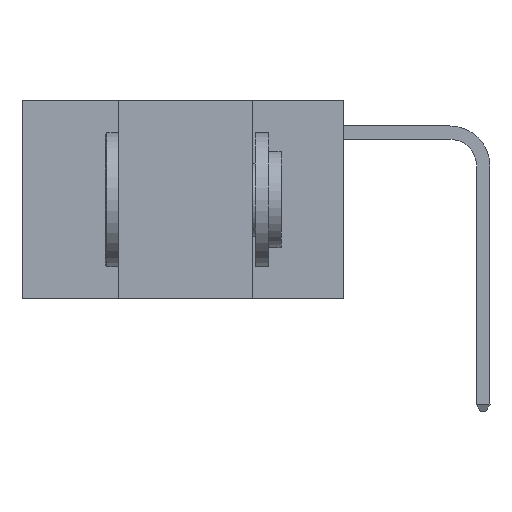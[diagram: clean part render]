
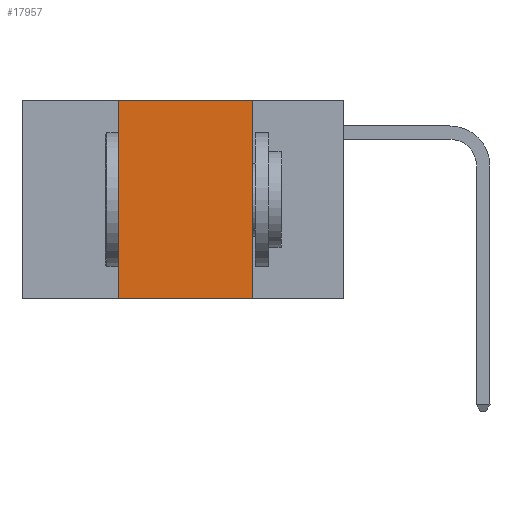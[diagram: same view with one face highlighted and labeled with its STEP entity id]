
A CAD part, left-side view. The second image highlights one B-rep face of the part: STEP entity #17957.
In plain terms, the highlighted planar face has unit normal (-1, 0, 0).
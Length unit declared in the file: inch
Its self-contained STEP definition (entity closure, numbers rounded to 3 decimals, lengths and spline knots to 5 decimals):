
#25 = ORIENTED_EDGE ( 'NONE', *, *, #3300, .F. ) ;
#913 = CARTESIAN_POINT ( 'NONE',  ( 0., 0.17, 0. ) ) ;
#1193 = ORIENTED_EDGE ( 'NONE', *, *, #16130, .F. ) ;
#1397 = DIRECTION ( 'NONE',  ( 0., -1., 0. ) ) ;
#1679 = VERTEX_POINT ( 'NONE', #3783 ) ;
#1840 = CARTESIAN_POINT ( 'NONE',  ( 0., 0.17, 0. ) ) ;
#2401 = AXIS2_PLACEMENT_3D ( 'NONE', #9890, #6926, #17129 ) ;
#3300 = EDGE_CURVE ( 'NONE', #9147, #1679, #11698, .T. ) ;
#3446 = CARTESIAN_POINT ( 'NONE',  ( 0., 0.42, -0.37 ) ) ;
#3671 = ORIENTED_EDGE ( 'NONE', *, *, #15121, .F. ) ;
#3783 = CARTESIAN_POINT ( 'NONE',  ( 0., 0.42, 0. ) ) ;
#3928 = PLANE ( 'NONE',  #2401 ) ;
#3934 = ORIENTED_EDGE ( 'NONE', *, *, #10223, .T. ) ;
#4179 = VECTOR ( 'NONE', #17041, 39.37008 ) ;
#5115 = LINE ( 'NONE', #15592, #4179 ) ;
#6926 = DIRECTION ( 'NONE',  ( 1., 0., 0. ) ) ;
#7268 = VECTOR ( 'NONE', #1397, 39.37008 ) ;
#7366 = CARTESIAN_POINT ( 'NONE',  ( 0., 0.17, -0.37 ) ) ;
#7915 = CARTESIAN_POINT ( 'NONE',  ( 0., 0.42, 0. ) ) ;
#9147 = VERTEX_POINT ( 'NONE', #3446 ) ;
#9890 = CARTESIAN_POINT ( 'NONE',  ( 0., 0.6, 0. ) ) ;
#10223 = EDGE_CURVE ( 'NONE', #9147, #18874, #18876, .T. ) ;
#10654 = VERTEX_POINT ( 'NONE', #913 ) ;
#11698 = LINE ( 'NONE', #7915, #15500 ) ;
#12055 = DIRECTION ( 'NONE',  ( 0., 0., 1. ) ) ;
#13426 = LINE ( 'NONE', #1840, #16777 ) ;
#13747 = DIRECTION ( 'NONE',  ( 0., 0., -1. ) ) ;
#15121 = EDGE_CURVE ( 'NONE', #1679, #10654, #5115, .T. ) ;
#15500 = VECTOR ( 'NONE', #12055, 39.37008 ) ;
#15592 = CARTESIAN_POINT ( 'NONE',  ( 0., 0.6, 0. ) ) ;
#16130 = EDGE_CURVE ( 'NONE', #10654, #18874, #13426, .T. ) ;
#16777 = VECTOR ( 'NONE', #13747, 39.37008 ) ;
#17041 = DIRECTION ( 'NONE',  ( 0., -1., 0. ) ) ;
#17129 = DIRECTION ( 'NONE',  ( 0., 0., -1. ) ) ;
#17957 = ADVANCED_FACE ( 'NONE', ( #18736 ), #3928, .F. ) ;
#18537 = EDGE_LOOP ( 'NONE', ( #1193, #3671, #25, #3934 ) ) ;
#18736 = FACE_OUTER_BOUND ( 'NONE', #18537, .T. ) ;
#18874 = VERTEX_POINT ( 'NONE', #7366 ) ;
#18876 = LINE ( 'NONE', #19049, #7268 ) ;
#19049 = CARTESIAN_POINT ( 'NONE',  ( 0., 0.6, -0.37 ) ) ;
